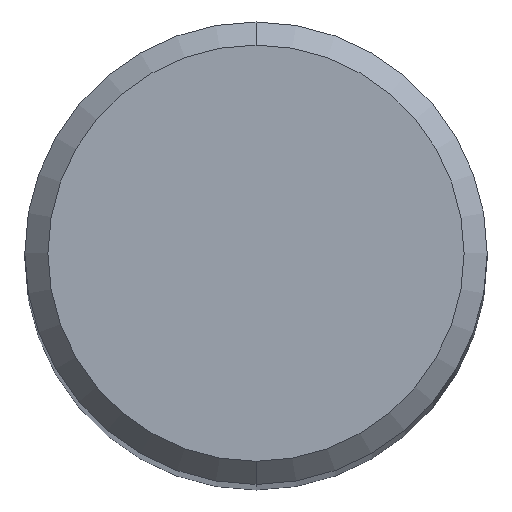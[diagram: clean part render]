
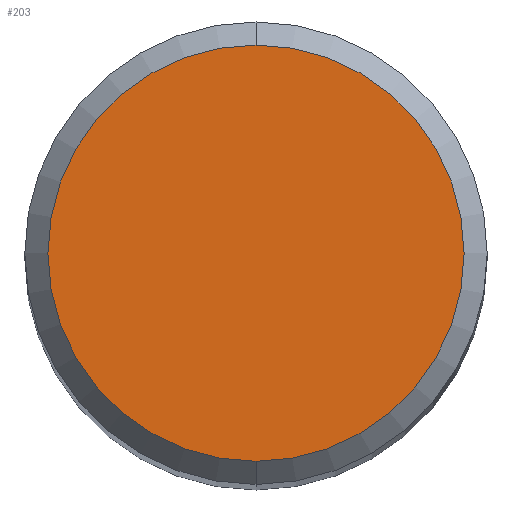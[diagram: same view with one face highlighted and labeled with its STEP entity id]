
A CAD part, top view. The second image highlights one B-rep face of the part: STEP entity #203.
In plain terms, the highlighted planar face has unit normal (0, 0, 1).
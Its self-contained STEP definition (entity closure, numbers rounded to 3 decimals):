
#203=ADVANCED_FACE('',(#503),#504,.T.);
#211=VERTEX_POINT('',#512);
#225=EDGE_CURVE('',#405,#211,#528,.T.);
#239=EDGE_CURVE('',#211,#405,#542,.T.);
#405=VERTEX_POINT('',#722);
#503=FACE_OUTER_BOUND('',#875,.T.);
#504=PLANE('',#876);
#512=CARTESIAN_POINT('',(0.,-3.6,0.0));
#528=CIRCLE('',#909,3.6);
#542=CIRCLE('',#927,3.6);
#722=CARTESIAN_POINT('',(0.0,3.6,0.0));
#875=EDGE_LOOP('',(#1469,#1470));
#876=AXIS2_PLACEMENT_3D('',#1471,#1472,#1473);
#909=AXIS2_PLACEMENT_3D('',#1507,#1508,#1509);
#927=AXIS2_PLACEMENT_3D('',#1514,#1515,#1516);
#1469=ORIENTED_EDGE('',*,*,#225,.F.);
#1470=ORIENTED_EDGE('',*,*,#239,.F.);
#1471=CARTESIAN_POINT('',(0.0,1.8,0.0));
#1472=DIRECTION('',(-0.0,0.0,1.0));
#1473=DIRECTION('',(0.0,-1.0,0.0));
#1507=CARTESIAN_POINT('',(0.0,0.0,0.0));
#1508=DIRECTION('',(0.0,0.0,-1.0));
#1509=DIRECTION('',(0.0,1.0,0.0));
#1514=CARTESIAN_POINT('',(0.0,0.0,0.0));
#1515=DIRECTION('',(0.0,0.0,-1.0));
#1516=DIRECTION('',(0.0,1.0,0.0));
